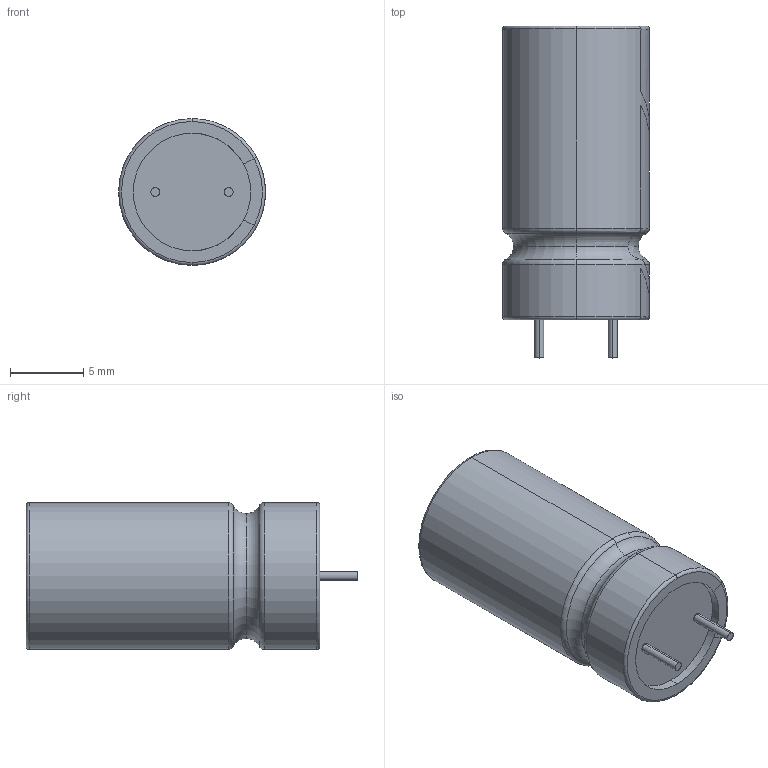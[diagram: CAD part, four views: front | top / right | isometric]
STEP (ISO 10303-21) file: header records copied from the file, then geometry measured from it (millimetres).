
FILE_DESCRIPTION (( 'STEP AP214' ), '1' );
FILE_NAME ('User Library-maxwell cap straight pins.STEP', '2019-08-21T21:53:01', ( '' ), ( '' ), 'SwSTEP 2.0', 'SolidWorks 2019', '' );
FILE_SCHEMA (( 'AUTOMOTIVE_DESIGN' ));
Length unit declared in the file: millimetre
Products named in the file (1): User Library-maxwell cap straight pins
Bounding box: 10 x 22.6 x 10 mm (x, y, z)
Volume: 1505.5 mm3; surface area: 822.6 mm2
Topology: 1 solids, 1 shells, 71 faces, 181 edges, 114 vertices
Faces by surface type: plane 28, torus 25, cylinder 18
Entity records: 2764 total; most frequent: CARTESIAN_POINT 451, DIRECTION 396, ORIENTED_EDGE 362, EDGE_CURVE 181, AXIS2_PLACEMENT_3D 163, VERTEX_POINT 114, CIRCLE 91, EDGE_LOOP 73
